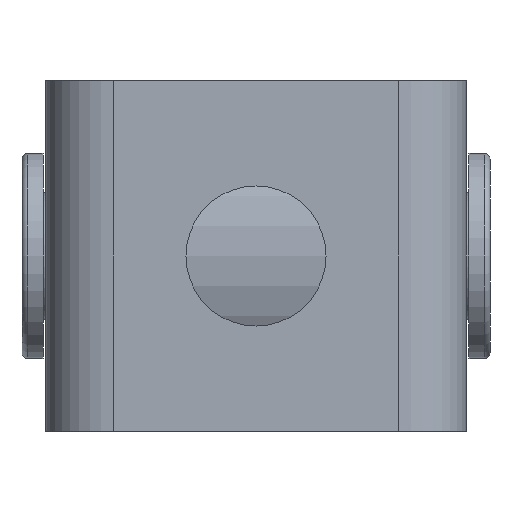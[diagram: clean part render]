
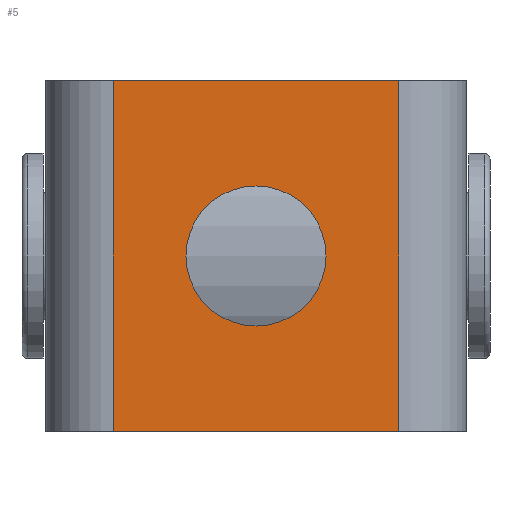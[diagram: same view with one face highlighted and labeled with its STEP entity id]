
A CAD part, left-side view. The second image highlights one B-rep face of the part: STEP entity #5.
In plain terms, the highlighted planar face has unit normal (-1, 0, 0).
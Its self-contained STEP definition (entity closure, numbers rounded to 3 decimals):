
#5 = ADVANCED_FACE ( 'NONE', ( #1567, #2199 ), #2025, .F. ) ;
#19 = ORIENTED_EDGE ( 'NONE', *, *, #399, .F. ) ;
#47 = VERTEX_POINT ( 'NONE', #912 ) ;
#207 = DIRECTION ( 'NONE',  ( 0., 1., 0. ) ) ;
#219 = VECTOR ( 'NONE', #1163, 1000. ) ;
#221 = VECTOR ( 'NONE', #1173, 1000. ) ;
#236 = CARTESIAN_POINT ( 'NONE',  ( -21.5, 10.2, -12.5 ) ) ;
#270 = ORIENTED_EDGE ( 'NONE', *, *, #2196, .F. ) ;
#317 = AXIS2_PLACEMENT_3D ( 'NONE', #1261, #1434, #1933 ) ;
#333 = CARTESIAN_POINT ( 'NONE',  ( -21.5, 10.2, 12.5 ) ) ;
#335 = CARTESIAN_POINT ( 'NONE',  ( -21.5, 10.2, 12.5 ) ) ;
#399 = EDGE_CURVE ( 'NONE', #47, #1145, #2202, .T. ) ;
#436 = AXIS2_PLACEMENT_3D ( 'NONE', #502, #1187, #1874 ) ;
#502 = CARTESIAN_POINT ( 'NONE',  ( -21.5, 10.2, 12.5 ) ) ;
#513 = EDGE_CURVE ( 'NONE', #742, #1145, #578, .T. ) ;
#578 = LINE ( 'NONE', #236, #615 ) ;
#615 = VECTOR ( 'NONE', #2120, 1000. ) ;
#646 = VECTOR ( 'NONE', #1998, 1000. ) ;
#699 = CARTESIAN_POINT ( 'NONE',  ( -21.5, 10.2, 12.5 ) ) ;
#742 = VERTEX_POINT ( 'NONE', #941 ) ;
#844 = CARTESIAN_POINT ( 'NONE',  ( -21.5, -10.2, 12.5 ) ) ;
#847 = CARTESIAN_POINT ( 'NONE',  ( -21.5, 5., 0. ) ) ;
#850 = AXIS2_PLACEMENT_3D ( 'NONE', #1246, #1751, #207 ) ;
#912 = CARTESIAN_POINT ( 'NONE',  ( -21.5, -10.2, 12.5 ) ) ;
#941 = CARTESIAN_POINT ( 'NONE',  ( -21.5, 10.2, -12.5 ) ) ;
#1003 = ORIENTED_EDGE ( 'NONE', *, *, #513, .T. ) ;
#1073 = VERTEX_POINT ( 'NONE', #847 ) ;
#1140 = VERTEX_POINT ( 'NONE', #699 ) ;
#1145 = VERTEX_POINT ( 'NONE', #2187 ) ;
#1146 = CARTESIAN_POINT ( 'NONE',  ( -21.5, -5., 0. ) ) ;
#1163 = DIRECTION ( 'NONE',  ( 0., 0., -1. ) ) ;
#1173 = DIRECTION ( 'NONE',  ( 0., 0., -1. ) ) ;
#1187 = DIRECTION ( 'NONE',  ( 1., 0., 0. ) ) ;
#1198 = EDGE_LOOP ( 'NONE', ( #2165, #1840 ) ) ;
#1234 = ORIENTED_EDGE ( 'NONE', *, *, #1460, .T. ) ;
#1246 = CARTESIAN_POINT ( 'NONE',  ( -21.5, 0., 0. ) ) ;
#1252 = EDGE_CURVE ( 'NONE', #1073, #1661, #1822, .T. ) ;
#1261 = CARTESIAN_POINT ( 'NONE',  ( -21.5, 0., 0. ) ) ;
#1370 = LINE ( 'NONE', #335, #219 ) ;
#1434 = DIRECTION ( 'NONE',  ( 1., 0., 0. ) ) ;
#1460 = EDGE_CURVE ( 'NONE', #1140, #742, #1370, .T. ) ;
#1504 = LINE ( 'NONE', #333, #646 ) ;
#1567 = FACE_BOUND ( 'NONE', #1198, .T. ) ;
#1661 = VERTEX_POINT ( 'NONE', #1146 ) ;
#1751 = DIRECTION ( 'NONE',  ( 1., 0., 0. ) ) ;
#1822 = CIRCLE ( 'NONE', #850, 5. ) ;
#1840 = ORIENTED_EDGE ( 'NONE', *, *, #1252, .T. ) ;
#1874 = DIRECTION ( 'NONE',  ( 0., 1., 0. ) ) ;
#1933 = DIRECTION ( 'NONE',  ( 0., 1., 0. ) ) ;
#1982 = EDGE_LOOP ( 'NONE', ( #1003, #19, #270, #1234 ) ) ;
#1998 = DIRECTION ( 'NONE',  ( 0., -1., 0. ) ) ;
#2025 = PLANE ( 'NONE',  #436 ) ;
#2030 = CIRCLE ( 'NONE', #317, 5. ) ;
#2083 = EDGE_CURVE ( 'NONE', #1661, #1073, #2030, .T. ) ;
#2120 = DIRECTION ( 'NONE',  ( 0., -1., 0. ) ) ;
#2165 = ORIENTED_EDGE ( 'NONE', *, *, #2083, .T. ) ;
#2187 = CARTESIAN_POINT ( 'NONE',  ( -21.5, -10.2, -12.5 ) ) ;
#2196 = EDGE_CURVE ( 'NONE', #1140, #47, #1504, .T. ) ;
#2199 = FACE_OUTER_BOUND ( 'NONE', #1982, .T. ) ;
#2202 = LINE ( 'NONE', #844, #221 ) ;
